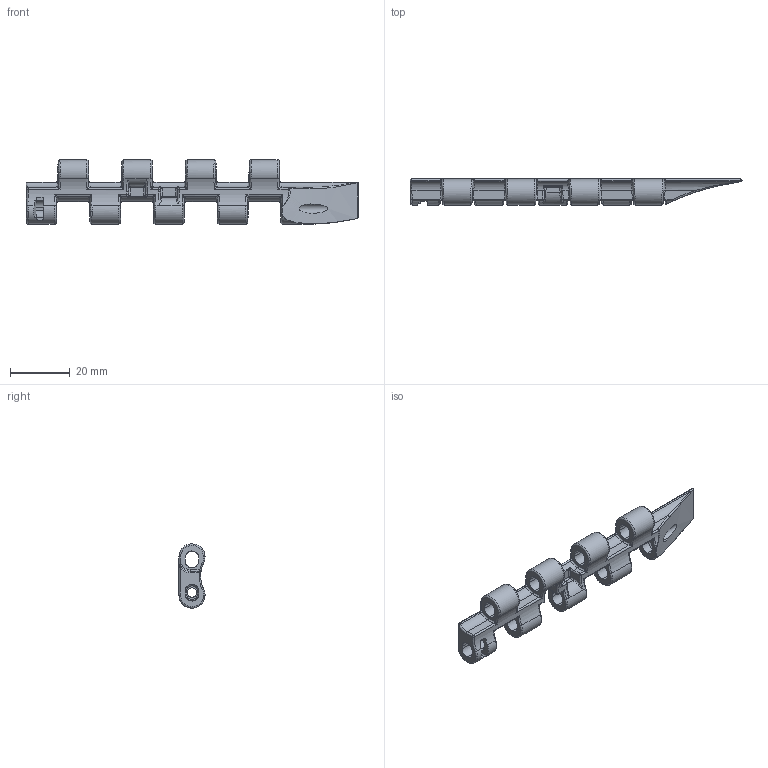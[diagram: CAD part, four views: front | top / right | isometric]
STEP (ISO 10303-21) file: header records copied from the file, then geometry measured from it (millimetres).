
FILE_DESCRIPTION (( 'STEP AP214' ), '1' );
FILE_NAME ('LF912301TR.2.STEP', '2021-03-12T07:29:01', ( '' ), ( '' ), 'SwSTEP 2.0', 'SolidWorks 2019', '' );
FILE_SCHEMA (( 'AUTOMOTIVE_DESIGN' ));
Length unit declared in the file: millimetre
Products named in the file (1): LF912301TR.2
Bounding box: 110.73 x 8.7 x 21.4 mm (x, y, z)
Volume: 6713.5 mm3; surface area: 6234.2 mm2
Topology: 1 solids, 1 shells, 396 faces, 1012 edges, 563 vertices
Faces by surface type: bspline 166, cylinder 147, plane 70, sphere 8, cone 3, torus 2
Entity records: 15745 total; most frequent: CARTESIAN_POINT 8240, ORIENTED_EDGE 1908, DIRECTION 1198, EDGE_CURVE 954, VERTEX_POINT 559, AXIS2_PLACEMENT_3D 440, EDGE_LOOP 415, FACE_OUTER_BOUND 396
